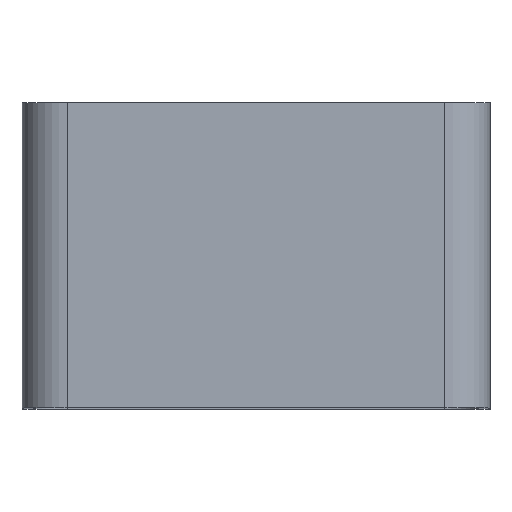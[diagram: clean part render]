
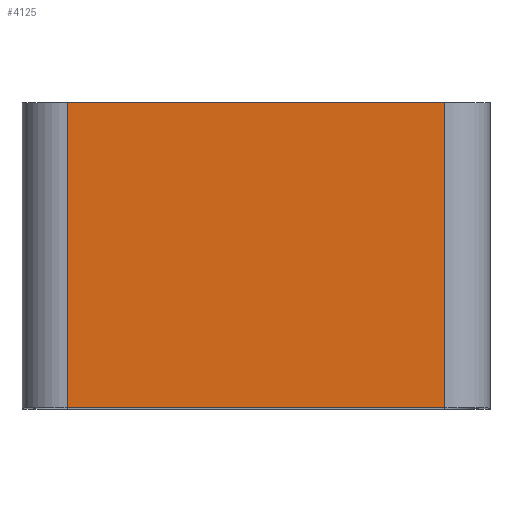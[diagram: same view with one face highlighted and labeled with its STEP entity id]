
A CAD part, top view. The second image highlights one B-rep face of the part: STEP entity #4125.
In plain terms, the highlighted planar face has unit normal (0, 0, 1).
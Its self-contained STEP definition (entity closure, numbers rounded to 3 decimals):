
#125=PLANE('',#4657);
#454=FACE_OUTER_BOUND('',#728,.T.);
#728=EDGE_LOOP('',(#3720,#3721,#3722,#3723));
#1026=LINE('',#7807,#1328);
#1031=LINE('',#7821,#1333);
#1032=LINE('',#7823,#1334);
#1033=LINE('',#7824,#1335);
#1328=VECTOR('',#5955,10.);
#1333=VECTOR('',#5972,10.);
#1334=VECTOR('',#5973,10.);
#1335=VECTOR('',#5974,10.);
#1952=VERTEX_POINT('',#7804);
#1953=VERTEX_POINT('',#7806);
#1956=VERTEX_POINT('',#7820);
#1957=VERTEX_POINT('',#7822);
#2546=EDGE_CURVE('',#1953,#1952,#1026,.T.);
#2553=EDGE_CURVE('',#1952,#1956,#1031,.F.);
#2554=EDGE_CURVE('',#1957,#1956,#1032,.T.);
#2555=EDGE_CURVE('',#1953,#1957,#1033,.T.);
#3720=ORIENTED_EDGE('',*,*,#2553,.T.);
#3721=ORIENTED_EDGE('',*,*,#2554,.F.);
#3722=ORIENTED_EDGE('',*,*,#2555,.F.);
#3723=ORIENTED_EDGE('',*,*,#2546,.T.);
#4125=ADVANCED_FACE('',(#454),#125,.T.);
#4657=AXIS2_PLACEMENT_3D('',#7819,#5970,#5971);
#5955=DIRECTION('',(0.,1.,0.));
#5970=DIRECTION('center_axis',(0.,0.,1.));
#5971=DIRECTION('ref_axis',(1.,0.,0.));
#5972=DIRECTION('',(1.,0.,0.));
#5973=DIRECTION('',(0.,1.,0.));
#5974=DIRECTION('',(-1.,0.,0.));
#7804=CARTESIAN_POINT('',(-59.398,73.233,127.021));
#7806=CARTESIAN_POINT('',(-59.398,-3.608,127.021));
#7807=CARTESIAN_POINT('',(-59.398,-3.608,127.021));
#7819=CARTESIAN_POINT('Origin',(-154.398,-3.608,127.021));
#7820=CARTESIAN_POINT('',(-154.398,73.233,127.021));
#7821=CARTESIAN_POINT('',(-130.648,73.233,127.021));
#7822=CARTESIAN_POINT('',(-154.398,-3.608,127.021));
#7823=CARTESIAN_POINT('',(-154.398,-3.608,127.021));
#7824=CARTESIAN_POINT('',(-59.398,-3.608,127.021));
